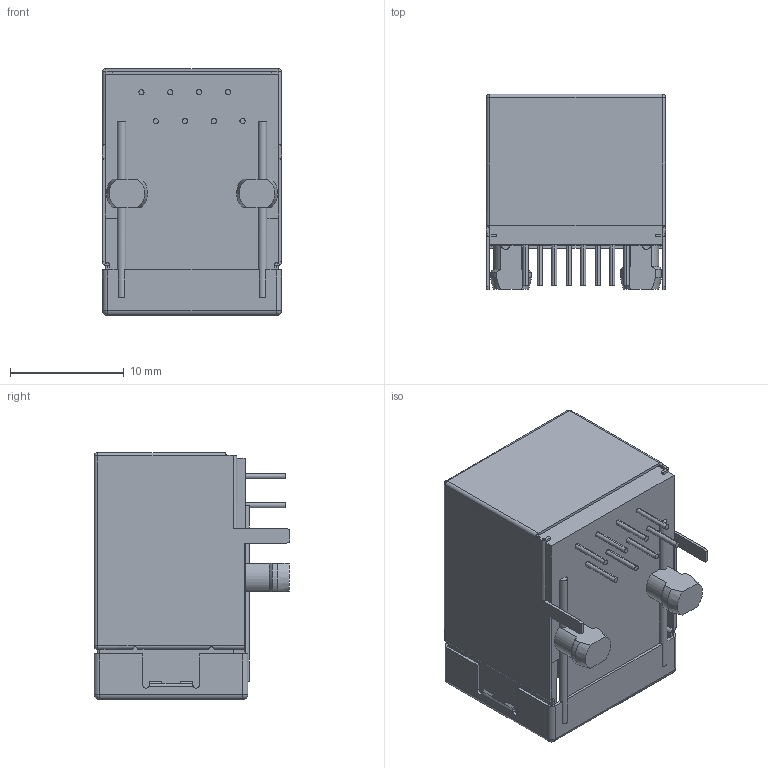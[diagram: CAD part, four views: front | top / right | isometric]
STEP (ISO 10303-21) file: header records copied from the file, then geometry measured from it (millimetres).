
FILE_DESCRIPTION(('FreeCAD Model'),'2;1');
FILE_NAME('S95672-001ALFc.stp','2015-03-03T08:45:44',( 'FreeCAD'),('FreeCAD'),'Open CASCADE STEP processor 6.6','FreeCAD', 'Unknown');
FILE_SCHEMA(('AUTOMOTIVE_DESIGN_CC2 { 1 2 10303 214 -1 1 5 4 }'));
Length unit declared in the file: millimetre
Products named in the file (1): 95672C
Bounding box: 15.74 x 17.2 x 21.7 mm (x, y, z)
Volume: 3526 mm3; surface area: 3593.6 mm2
Topology: 1 solids, 1 shells, 534 faces, 1429 edges, 891 vertices
Faces by surface type: plane 340, cylinder 132, bspline 22, sphere 16, torus 16, cone 8
Entity records: 48339 total; most frequent: CARTESIAN_POINT 17630, DIRECTION 4522, ORIENTED_EDGE 2858, PCURVE 2858, DEFINITIONAL_REPRESENTATION 2858, LINE 2836, VECTOR 2836, EDGE_CURVE 1429
